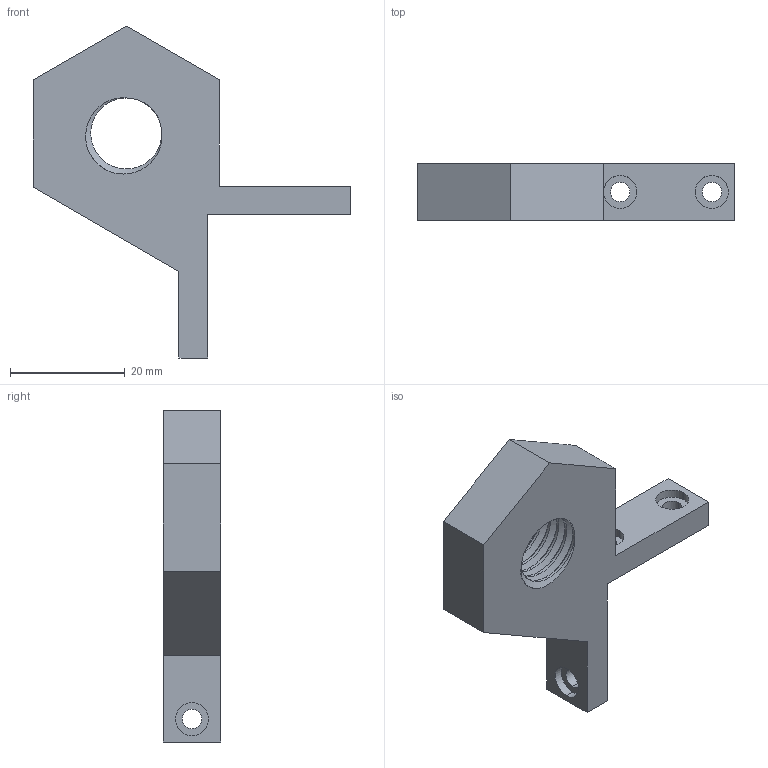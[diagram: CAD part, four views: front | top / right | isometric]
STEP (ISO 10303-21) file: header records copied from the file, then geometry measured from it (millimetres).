
FILE_DESCRIPTION (( 'STEP AP203' ), '1' );
FILE_NAME ('17+18_right&left_direct_M14_mount.step', '2020-03-31T11:59:13', ( '' ), ( '' ), 'SwSTEP 2.0', 'SolidWorks 2019', '' );
FILE_SCHEMA (( 'CONFIG_CONTROL_DESIGN' ));
Length unit declared in the file: millimetre
Products named in the file (1): 17+18_right&left_direct_M14_mount
Bounding box: 55.45 x 10 x 57.96 mm (x, y, z)
Volume: 10611.4 mm3; surface area: 5012.7 mm2
Topology: 1 solids, 1 shells, 42 faces, 110 edges, 73 vertices
Faces by surface type: cylinder 23, plane 16, bspline 3
Entity records: 3049 total; most frequent: CARTESIAN_POINT 1983, ORIENTED_EDGE 220, DIRECTION 187, EDGE_CURVE 110, VERTEX_POINT 73, AXIS2_PLACEMENT_3D 66, VECTOR 55, LINE 55
